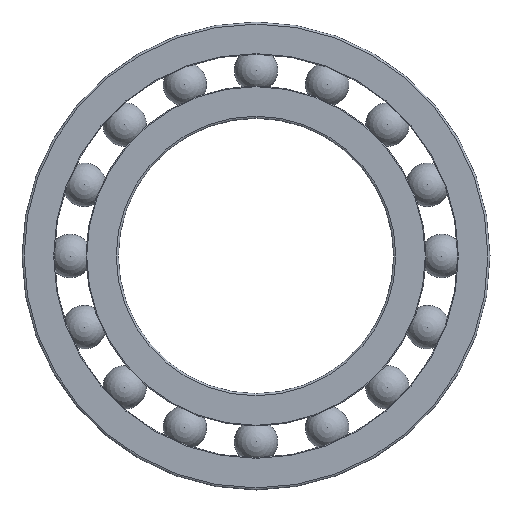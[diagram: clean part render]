
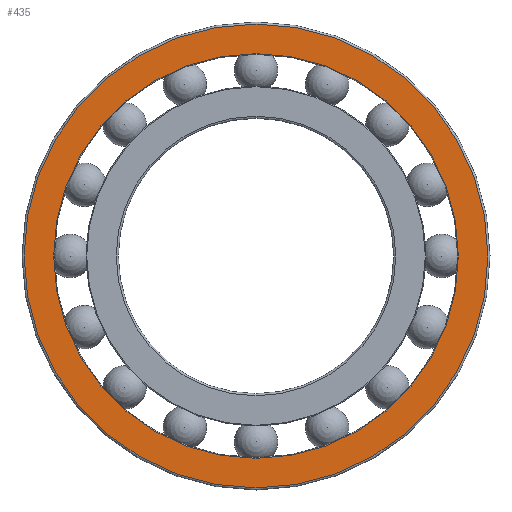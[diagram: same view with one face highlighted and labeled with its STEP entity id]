
A CAD part, left-side view. The second image highlights one B-rep face of the part: STEP entity #435.
In plain terms, the highlighted planar face has unit normal (-1, 0, 0).
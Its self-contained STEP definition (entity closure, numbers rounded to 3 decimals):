
#435 = ADVANCED_FACE( '', ( #654, #655 ), #656, .T. );
#654 = FACE_BOUND( '', #753, .T. );
#655 = FACE_OUTER_BOUND( '', #754, .T. );
#656 = PLANE( '', #755 );
#753 = EDGE_LOOP( '', ( #880 ) );
#754 = EDGE_LOOP( '', ( #881 ) );
#755 = AXIS2_PLACEMENT_3D( '', #882, #883, #884 );
#880 = ORIENTED_EDGE( '', *, *, #924, .T. );
#881 = ORIENTED_EDGE( '', *, *, #921, .F. );
#882 = CARTESIAN_POINT( '', ( 0., 33.7, 0. ) );
#883 = DIRECTION( '', ( -1., 0., 0. ) );
#884 = DIRECTION( '', ( 0., 0., 1. ) );
#921 = EDGE_CURVE( '', #981, #981, #982, .T. );
#924 = EDGE_CURVE( '', #986, #986, #987, .T. );
#981 = VERTEX_POINT( '', #1042 );
#982 = CIRCLE( '', #1043, 33.7 );
#986 = VERTEX_POINT( '', #1047 );
#987 = CIRCLE( '', #1048, 29.4 );
#1042 = CARTESIAN_POINT( '', ( 0., 0., -33.7 ) );
#1043 = AXIS2_PLACEMENT_3D( '', #1103, #1104, #1105 );
#1047 = CARTESIAN_POINT( '', ( 0., 0., -29.4 ) );
#1048 = AXIS2_PLACEMENT_3D( '', #1109, #1110, #1111 );
#1103 = CARTESIAN_POINT( '', ( 0., 0., 0. ) );
#1104 = DIRECTION( '', ( 1., 0., 0. ) );
#1105 = DIRECTION( '', ( 0., 0., -1. ) );
#1109 = CARTESIAN_POINT( '', ( 0., 0., 0. ) );
#1110 = DIRECTION( '', ( 1., 0., 0. ) );
#1111 = DIRECTION( '', ( 0., 0., -1. ) );
